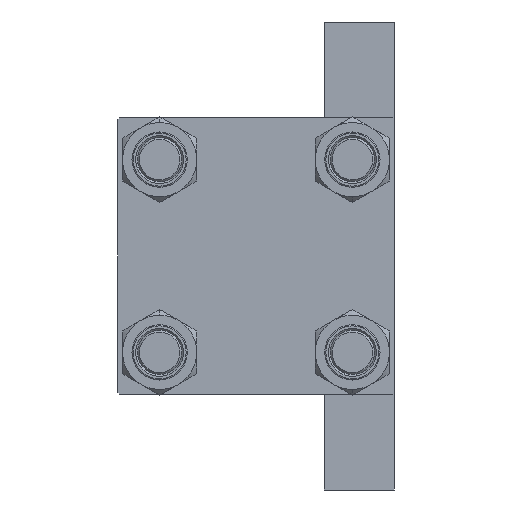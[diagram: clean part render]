
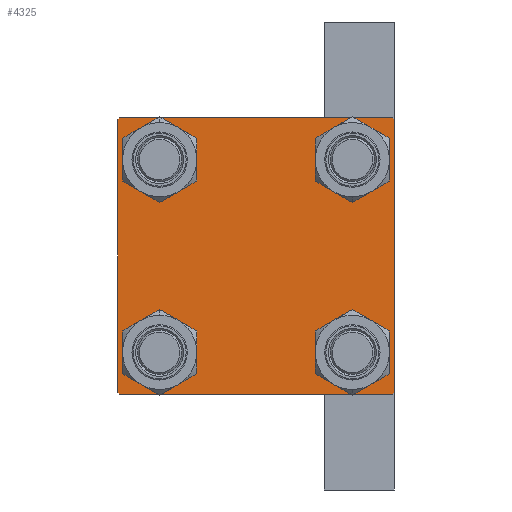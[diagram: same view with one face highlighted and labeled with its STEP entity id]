
A CAD part, left-side view. The second image highlights one B-rep face of the part: STEP entity #4325.
In plain terms, the highlighted planar face has unit normal (-1, 0, 0).
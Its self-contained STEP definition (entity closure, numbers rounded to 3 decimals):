
#311 = VERTEX_POINT ( 'NONE', #31854 ) ;
#516 = LINE ( 'NONE', #11676, #17563 ) ;
#1325 = VECTOR ( 'NONE', #47443, 1000. ) ;
#1620 = VERTEX_POINT ( 'NONE', #20841 ) ;
#1710 = DIRECTION ( 'NONE',  ( 0., 0., 1. ) ) ;
#2027 = VECTOR ( 'NONE', #6835, 1000. ) ;
#2198 = ORIENTED_EDGE ( 'NONE', *, *, #10878, .T. ) ;
#2446 = LINE ( 'NONE', #20665, #33840 ) ;
#3381 = ORIENTED_EDGE ( 'NONE', *, *, #33662, .T. ) ;
#3802 = EDGE_CURVE ( 'NONE', #311, #17954, #31983, .T. ) ;
#4325 = ADVANCED_FACE ( 'NONE', ( #26302, #14177, #28951, #43754, #25327 ), #34508, .T. ) ;
#4386 = AXIS2_PLACEMENT_3D ( 'NONE', #34923, #8496, #1710 ) ;
#4449 = DIRECTION ( 'NONE',  ( -1., 0., 0. ) ) ;
#4469 = AXIS2_PLACEMENT_3D ( 'NONE', #21664, #39824, #6588 ) ;
#4818 = VECTOR ( 'NONE', #14425, 1000. ) ;
#5111 = CIRCLE ( 'NONE', #24481, 6.5 ) ;
#5804 = AXIS2_PLACEMENT_3D ( 'NONE', #16103, #4449, #12465 ) ;
#6588 = DIRECTION ( 'NONE',  ( 0., 0., 1. ) ) ;
#6650 = CARTESIAN_POINT ( 'NONE',  ( 0., 26.15, -32.65 ) ) ;
#6663 = ORIENTED_EDGE ( 'NONE', *, *, #44992, .F. ) ;
#6835 = DIRECTION ( 'NONE',  ( 0., 0.707, -0.707 ) ) ;
#6958 = ORIENTED_EDGE ( 'NONE', *, *, #22749, .T. ) ;
#7001 = CARTESIAN_POINT ( 'NONE',  ( 0., -26.15, 26.15 ) ) ;
#7090 = VERTEX_POINT ( 'NONE', #26044 ) ;
#7322 = CIRCLE ( 'NONE', #36002, 6.5 ) ;
#7513 = DIRECTION ( 'NONE',  ( 0., -0.707, -0.707 ) ) ;
#8074 = DIRECTION ( 'NONE',  ( 0., 0., 1. ) ) ;
#8394 = CARTESIAN_POINT ( 'NONE',  ( 0., 37.5, -37. ) ) ;
#8496 = DIRECTION ( 'NONE',  ( 1., 0., 0. ) ) ;
#8854 = CARTESIAN_POINT ( 'NONE',  ( 0., 37.5, 37. ) ) ;
#9002 = VECTOR ( 'NONE', #34745, 1000. ) ;
#9213 = ORIENTED_EDGE ( 'NONE', *, *, #18505, .T. ) ;
#10234 = LINE ( 'NONE', #14123, #2027 ) ;
#10433 = VECTOR ( 'NONE', #32463, 1000. ) ;
#10466 = CIRCLE ( 'NONE', #37577, 6.5 ) ;
#10878 = EDGE_CURVE ( 'NONE', #19248, #41167, #21522, .T. ) ;
#11676 = CARTESIAN_POINT ( 'NONE',  ( 0., -37.25, 37.25 ) ) ;
#11746 = EDGE_CURVE ( 'NONE', #18518, #12889, #12202, .T. ) ;
#12202 = CIRCLE ( 'NONE', #4469, 6.5 ) ;
#12465 = DIRECTION ( 'NONE',  ( 0., 0., 1. ) ) ;
#12680 = CARTESIAN_POINT ( 'NONE',  ( 0., -26.15, -32.65 ) ) ;
#12852 = CARTESIAN_POINT ( 'NONE',  ( 0., 26.15, -26.15 ) ) ;
#12889 = VERTEX_POINT ( 'NONE', #19697 ) ;
#13401 = VERTEX_POINT ( 'NONE', #15983 ) ;
#13675 = CIRCLE ( 'NONE', #4386, 6.5 ) ;
#14123 = CARTESIAN_POINT ( 'NONE',  ( 0., 37.25, 37.25 ) ) ;
#14173 = CIRCLE ( 'NONE', #28115, 6.5 ) ;
#14177 = FACE_BOUND ( 'NONE', #44143, .T. ) ;
#14425 = DIRECTION ( 'NONE',  ( 0., -1., 0. ) ) ;
#14535 = DIRECTION ( 'NONE',  ( 0., 0., 1. ) ) ;
#14887 = CARTESIAN_POINT ( 'NONE',  ( 0., 26.15, 32.65 ) ) ;
#15267 = ORIENTED_EDGE ( 'NONE', *, *, #30285, .T. ) ;
#15853 = EDGE_LOOP ( 'NONE', ( #15267, #44768 ) ) ;
#15968 = EDGE_CURVE ( 'NONE', #31777, #31542, #10466, .T. ) ;
#15983 = CARTESIAN_POINT ( 'NONE',  ( 0., 37., 37.5 ) ) ;
#16103 = CARTESIAN_POINT ( 'NONE',  ( 0., 0., 0. ) ) ;
#16127 = EDGE_CURVE ( 'NONE', #17954, #41218, #45667, .T. ) ;
#16806 = AXIS2_PLACEMENT_3D ( 'NONE', #35575, #32408, #38985 ) ;
#17563 = VECTOR ( 'NONE', #37610, 1000. ) ;
#17906 = EDGE_LOOP ( 'NONE', ( #2198, #30647, #30758, #47925, #19537, #34724, #6663, #34462 ) ) ;
#17954 = VERTEX_POINT ( 'NONE', #21049 ) ;
#18505 = EDGE_CURVE ( 'NONE', #12889, #18518, #14173, .T. ) ;
#18518 = VERTEX_POINT ( 'NONE', #14887 ) ;
#18630 = VERTEX_POINT ( 'NONE', #12680 ) ;
#18938 = CARTESIAN_POINT ( 'NONE',  ( 0., -26.15, -26.15 ) ) ;
#19248 = VERTEX_POINT ( 'NONE', #8854 ) ;
#19412 = EDGE_LOOP ( 'NONE', ( #25334, #6958 ) ) ;
#19537 = ORIENTED_EDGE ( 'NONE', *, *, #47180, .F. ) ;
#19697 = CARTESIAN_POINT ( 'NONE',  ( 0., 26.15, 19.65 ) ) ;
#19974 = CARTESIAN_POINT ( 'NONE',  ( 0., -37.25, -37.25 ) ) ;
#20020 = CARTESIAN_POINT ( 'NONE',  ( 0., -37., 37.5 ) ) ;
#20484 = ORIENTED_EDGE ( 'NONE', *, *, #30551, .T. ) ;
#20665 = CARTESIAN_POINT ( 'NONE',  ( 0., -37.5, 37.5 ) ) ;
#20841 = CARTESIAN_POINT ( 'NONE',  ( 0., -37.5, 37. ) ) ;
#21049 = CARTESIAN_POINT ( 'NONE',  ( 0., -37., -37.5 ) ) ;
#21522 = LINE ( 'NONE', #43558, #1325 ) ;
#21664 = CARTESIAN_POINT ( 'NONE',  ( 0., 26.15, 26.15 ) ) ;
#22414 = DIRECTION ( 'NONE',  ( 1., 0., 0. ) ) ;
#22749 = EDGE_CURVE ( 'NONE', #31542, #31777, #7322, .T. ) ;
#24145 = DIRECTION ( 'NONE',  ( 1., 0., 0. ) ) ;
#24481 = AXIS2_PLACEMENT_3D ( 'NONE', #12852, #42450, #34668 ) ;
#25109 = VERTEX_POINT ( 'NONE', #6650 ) ;
#25327 = FACE_OUTER_BOUND ( 'NONE', #17906, .T. ) ;
#25334 = ORIENTED_EDGE ( 'NONE', *, *, #15968, .T. ) ;
#25388 = EDGE_CURVE ( 'NONE', #13401, #19248, #10234, .T. ) ;
#25950 = LINE ( 'NONE', #40749, #41663 ) ;
#26044 = CARTESIAN_POINT ( 'NONE',  ( 0., -26.15, -19.65 ) ) ;
#26302 = FACE_BOUND ( 'NONE', #19412, .T. ) ;
#26453 = DIRECTION ( 'NONE',  ( 0., 0., 1. ) ) ;
#27074 = CARTESIAN_POINT ( 'NONE',  ( 0., -37.5, -37. ) ) ;
#27875 = EDGE_CURVE ( 'NONE', #1620, #28932, #516, .T. ) ;
#28115 = AXIS2_PLACEMENT_3D ( 'NONE', #40585, #22414, #8074 ) ;
#28489 = AXIS2_PLACEMENT_3D ( 'NONE', #18938, #40516, #26453 ) ;
#28932 = VERTEX_POINT ( 'NONE', #20020 ) ;
#28951 = FACE_BOUND ( 'NONE', #15853, .T. ) ;
#29310 = DIRECTION ( 'NONE',  ( 1., 0., 0. ) ) ;
#29472 = EDGE_CURVE ( 'NONE', #25109, #29987, #5111, .T. ) ;
#29987 = VERTEX_POINT ( 'NONE', #42268 ) ;
#30285 = EDGE_CURVE ( 'NONE', #29987, #25109, #13675, .T. ) ;
#30551 = EDGE_CURVE ( 'NONE', #7090, #18630, #40792, .T. ) ;
#30647 = ORIENTED_EDGE ( 'NONE', *, *, #34254, .T. ) ;
#30758 = ORIENTED_EDGE ( 'NONE', *, *, #3802, .T. ) ;
#31542 = VERTEX_POINT ( 'NONE', #36605 ) ;
#31777 = VERTEX_POINT ( 'NONE', #38067 ) ;
#31854 = CARTESIAN_POINT ( 'NONE',  ( 0., 37., -37.5 ) ) ;
#31952 = ORIENTED_EDGE ( 'NONE', *, *, #11746, .T. ) ;
#31983 = LINE ( 'NONE', #32216, #10433 ) ;
#32216 = CARTESIAN_POINT ( 'NONE',  ( 0., 37.5, -37.5 ) ) ;
#32408 = DIRECTION ( 'NONE',  ( 1., 0., 0. ) ) ;
#32463 = DIRECTION ( 'NONE',  ( 0., -1., 0. ) ) ;
#32889 = EDGE_LOOP ( 'NONE', ( #31952, #9213 ) ) ;
#33662 = EDGE_CURVE ( 'NONE', #18630, #7090, #47859, .T. ) ;
#33840 = VECTOR ( 'NONE', #35432, 1000. ) ;
#34254 = EDGE_CURVE ( 'NONE', #41167, #311, #25950, .T. ) ;
#34462 = ORIENTED_EDGE ( 'NONE', *, *, #25388, .T. ) ;
#34508 = PLANE ( 'NONE',  #5804 ) ;
#34668 = DIRECTION ( 'NONE',  ( 0., 0., 1. ) ) ;
#34724 = ORIENTED_EDGE ( 'NONE', *, *, #27875, .T. ) ;
#34745 = DIRECTION ( 'NONE',  ( 0., -0.707, 0.707 ) ) ;
#34923 = CARTESIAN_POINT ( 'NONE',  ( 0., 26.15, -26.15 ) ) ;
#35432 = DIRECTION ( 'NONE',  ( 0., 0., -1. ) ) ;
#35575 = CARTESIAN_POINT ( 'NONE',  ( 0., -26.15, -26.15 ) ) ;
#36002 = AXIS2_PLACEMENT_3D ( 'NONE', #7001, #29310, #14535 ) ;
#36605 = CARTESIAN_POINT ( 'NONE',  ( 0., -26.15, 19.65 ) ) ;
#36961 = CARTESIAN_POINT ( 'NONE',  ( 0., 37.5, 37.5 ) ) ;
#37577 = AXIS2_PLACEMENT_3D ( 'NONE', #46912, #24145, #43280 ) ;
#37610 = DIRECTION ( 'NONE',  ( 0., 0.707, 0.707 ) ) ;
#38067 = CARTESIAN_POINT ( 'NONE',  ( 0., -26.15, 32.65 ) ) ;
#38985 = DIRECTION ( 'NONE',  ( 0., 0., 1. ) ) ;
#39824 = DIRECTION ( 'NONE',  ( 1., 0., 0. ) ) ;
#40516 = DIRECTION ( 'NONE',  ( 1., 0., 0. ) ) ;
#40585 = CARTESIAN_POINT ( 'NONE',  ( 0., 26.15, 26.15 ) ) ;
#40749 = CARTESIAN_POINT ( 'NONE',  ( 0., 37.25, -37.25 ) ) ;
#40792 = CIRCLE ( 'NONE', #16806, 6.5 ) ;
#41167 = VERTEX_POINT ( 'NONE', #8394 ) ;
#41218 = VERTEX_POINT ( 'NONE', #27074 ) ;
#41663 = VECTOR ( 'NONE', #7513, 1000. ) ;
#42268 = CARTESIAN_POINT ( 'NONE',  ( 0., 26.15, -19.65 ) ) ;
#42450 = DIRECTION ( 'NONE',  ( 1., 0., 0. ) ) ;
#43280 = DIRECTION ( 'NONE',  ( 0., 0., 1. ) ) ;
#43558 = CARTESIAN_POINT ( 'NONE',  ( 0., 37.5, 37.5 ) ) ;
#43754 = FACE_BOUND ( 'NONE', #32889, .T. ) ;
#44143 = EDGE_LOOP ( 'NONE', ( #20484, #3381 ) ) ;
#44489 = LINE ( 'NONE', #36961, #4818 ) ;
#44768 = ORIENTED_EDGE ( 'NONE', *, *, #29472, .T. ) ;
#44992 = EDGE_CURVE ( 'NONE', #13401, #28932, #44489, .T. ) ;
#45667 = LINE ( 'NONE', #19974, #9002 ) ;
#46912 = CARTESIAN_POINT ( 'NONE',  ( 0., -26.15, 26.15 ) ) ;
#47180 = EDGE_CURVE ( 'NONE', #1620, #41218, #2446, .T. ) ;
#47443 = DIRECTION ( 'NONE',  ( 0., 0., -1. ) ) ;
#47859 = CIRCLE ( 'NONE', #28489, 6.5 ) ;
#47925 = ORIENTED_EDGE ( 'NONE', *, *, #16127, .T. ) ;
